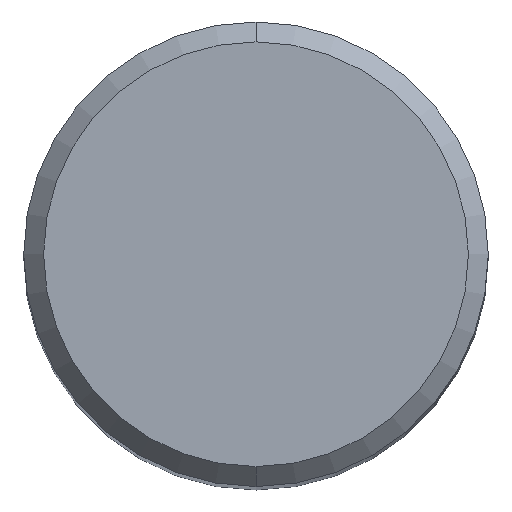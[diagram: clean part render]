
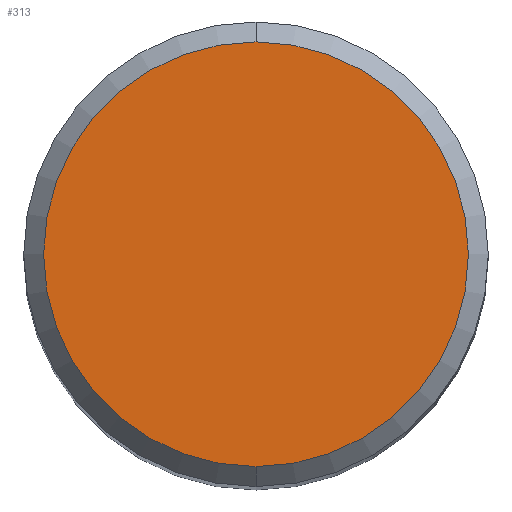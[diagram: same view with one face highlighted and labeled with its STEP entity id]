
A CAD part, top view. The second image highlights one B-rep face of the part: STEP entity #313.
In plain terms, the highlighted planar face has unit normal (0, 0, 1).
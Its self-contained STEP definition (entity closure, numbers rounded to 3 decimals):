
#313=ADVANCED_FACE('',(#628),#629,.T.);
#361=VERTEX_POINT('',#686);
#369=VERTEX_POINT('',#695);
#399=EDGE_CURVE('',#361,#369,#728,.T.);
#427=EDGE_CURVE('',#369,#361,#760,.T.);
#628=FACE_OUTER_BOUND('',#1102,.T.);
#629=PLANE('',#1103);
#686=CARTESIAN_POINT('',(0.,-6.4,0.0));
#695=CARTESIAN_POINT('',(0.0,6.4,0.0));
#728=CIRCLE('',#1377,6.4);
#760=CIRCLE('',#1424,6.4);
#1102=EDGE_LOOP('',(#1626,#1627));
#1103=AXIS2_PLACEMENT_3D('',#1628,#1629,#1630);
#1377=AXIS2_PLACEMENT_3D('',#1768,#1769,#1770);
#1424=AXIS2_PLACEMENT_3D('',#1813,#1814,#1815);
#1626=ORIENTED_EDGE('',*,*,#427,.F.);
#1627=ORIENTED_EDGE('',*,*,#399,.F.);
#1628=CARTESIAN_POINT('',(0.0,3.2,0.0));
#1629=DIRECTION('',(-0.0,0.0,1.0));
#1630=DIRECTION('',(0.0,-1.0,0.0));
#1768=CARTESIAN_POINT('',(0.0,0.0,0.0));
#1769=DIRECTION('',(0.0,0.0,-1.0));
#1770=DIRECTION('',(0.0,1.0,0.0));
#1813=CARTESIAN_POINT('',(0.0,0.0,0.0));
#1814=DIRECTION('',(0.0,0.0,-1.0));
#1815=DIRECTION('',(0.0,1.0,0.0));
